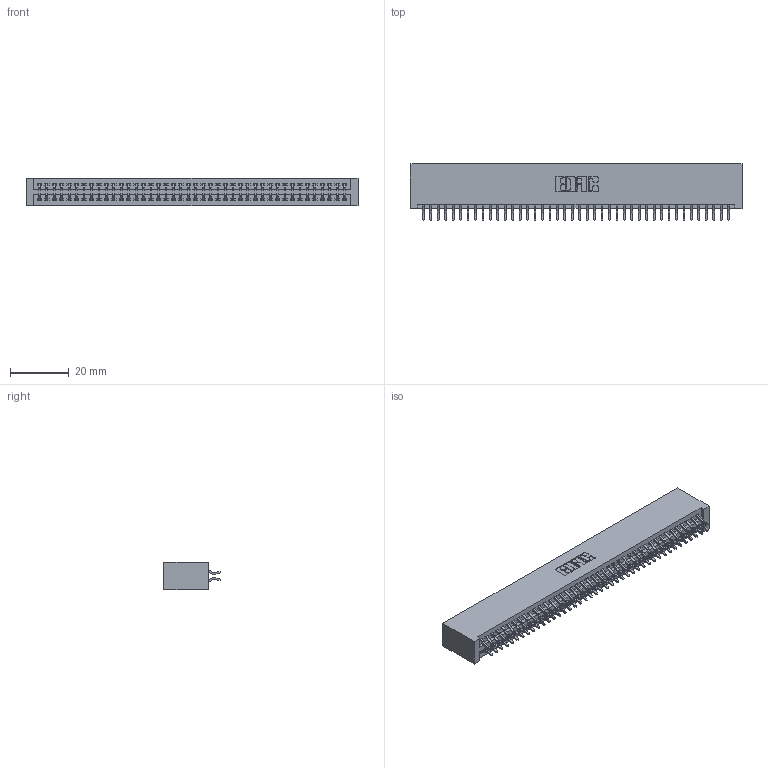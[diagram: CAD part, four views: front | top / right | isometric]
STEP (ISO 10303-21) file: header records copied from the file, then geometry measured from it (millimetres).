
FILE_DESCRIPTION (( 'STEP AP203' ), '1' );
FILE_NAME ('345-084-556-201.STEP', '2019-11-01T05:14:07', ( '' ), ( '' ), 'SwSTEP 2.0', 'SolidWorks 2016', '' );
FILE_SCHEMA (( 'CONFIG_CONTROL_DESIGN' ));
Length unit declared in the file: inch
Products named in the file (3): 345-084-556-201; 345 Part_No Mounting Lugs; 345-292-001_556 Tail
Assembly tree (85 placements, depth 2):
  345-084-556-201
    345 Part_No Mounting Lugs
    345-292-001_556 Tail  x84
Bounding box: 113.28 x 19.24 x 9.4 mm (x, y, z)
Volume: 11617.1 mm3; surface area: 17401.8 mm2
Topology: 85 solids, 85 shells, 4822 faces, 14345 edges, 9450 vertices
Faces by surface type: plane 3184, cylinder 1638
Entity records: 32897 total; most frequent: CARTESIAN_POINT 5528, ORIENTED_EDGE 5450, DIRECTION 4857, EDGE_CURVE 2725, VECTOR 2425, LINE 2425, VERTEX_POINT 1814, AXIS2_PLACEMENT_3D 1216
